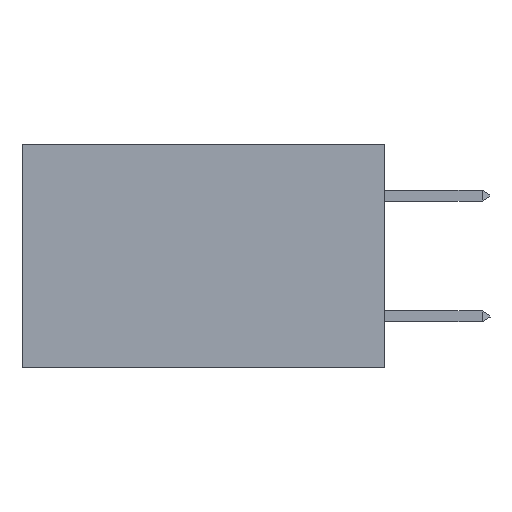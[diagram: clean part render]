
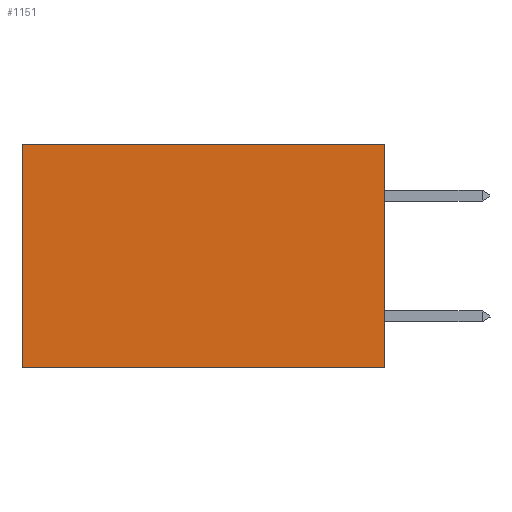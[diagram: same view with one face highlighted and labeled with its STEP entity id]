
A CAD part, left-side view. The second image highlights one B-rep face of the part: STEP entity #1151.
In plain terms, the highlighted planar face has unit normal (-1, 0, 0).
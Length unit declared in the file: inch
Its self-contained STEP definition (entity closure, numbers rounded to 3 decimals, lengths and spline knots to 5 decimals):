
#14 = VECTOR ( 'NONE', #870, 39.37008 ) ;
#116 = VERTEX_POINT ( 'NONE', #5295 ) ;
#202 = ORIENTED_EDGE ( 'NONE', *, *, #444, .T. ) ;
#444 = EDGE_CURVE ( 'NONE', #5423, #8198, #4910, .T. ) ;
#723 = CARTESIAN_POINT ( 'NONE',  ( 0.2875, 0.6, -0.37 ) ) ;
#775 = VECTOR ( 'NONE', #1818, 39.37008 ) ;
#870 = DIRECTION ( 'NONE',  ( 0., 0., -1. ) ) ;
#1151 = ADVANCED_FACE ( 'NONE', ( #5236 ), #1584, .F. ) ;
#1219 = EDGE_CURVE ( 'NONE', #4783, #8198, #4226, .T. ) ;
#1417 = EDGE_LOOP ( 'NONE', ( #202, #4856, #3588, #4575 ) ) ;
#1584 = PLANE ( 'NONE',  #9165 ) ;
#1818 = DIRECTION ( 'NONE',  ( 0., 0., -1. ) ) ;
#2702 = EDGE_CURVE ( 'NONE', #116, #4783, #3409, .T. ) ;
#2714 = DIRECTION ( 'NONE',  ( 0., 1., 0. ) ) ;
#3409 = LINE ( 'NONE', #7546, #775 ) ;
#3588 = ORIENTED_EDGE ( 'NONE', *, *, #2702, .F. ) ;
#4226 = LINE ( 'NONE', #8835, #6126 ) ;
#4575 = ORIENTED_EDGE ( 'NONE', *, *, #6254, .T. ) ;
#4783 = VERTEX_POINT ( 'NONE', #6867 ) ;
#4856 = ORIENTED_EDGE ( 'NONE', *, *, #1219, .F. ) ;
#4910 = LINE ( 'NONE', #8787, #14 ) ;
#5236 = FACE_OUTER_BOUND ( 'NONE', #1417, .T. ) ;
#5295 = CARTESIAN_POINT ( 'NONE',  ( 0.2875, 0., 0. ) ) ;
#5423 = VERTEX_POINT ( 'NONE', #7156 ) ;
#6126 = VECTOR ( 'NONE', #6598, 39.37008 ) ;
#6254 = EDGE_CURVE ( 'NONE', #116, #5423, #7124, .T. ) ;
#6310 = CARTESIAN_POINT ( 'NONE',  ( 0.2875, 0., 0. ) ) ;
#6598 = DIRECTION ( 'NONE',  ( 0., 1., 0. ) ) ;
#6627 = DIRECTION ( 'NONE',  ( 1., 0., 0. ) ) ;
#6867 = CARTESIAN_POINT ( 'NONE',  ( 0.2875, 0., -0.37 ) ) ;
#7124 = LINE ( 'NONE', #6310, #8844 ) ;
#7156 = CARTESIAN_POINT ( 'NONE',  ( 0.2875, 0.6, 0. ) ) ;
#7546 = CARTESIAN_POINT ( 'NONE',  ( 0.2875, 0., 0. ) ) ;
#8198 = VERTEX_POINT ( 'NONE', #723 ) ;
#8602 = CARTESIAN_POINT ( 'NONE',  ( 0.2875, 0., 0. ) ) ;
#8787 = CARTESIAN_POINT ( 'NONE',  ( 0.2875, 0.6, 0. ) ) ;
#8806 = DIRECTION ( 'NONE',  ( 0., 0., -1. ) ) ;
#8835 = CARTESIAN_POINT ( 'NONE',  ( 0.2875, 0., -0.37 ) ) ;
#8844 = VECTOR ( 'NONE', #2714, 39.37008 ) ;
#9165 = AXIS2_PLACEMENT_3D ( 'NONE', #8602, #6627, #8806 ) ;
